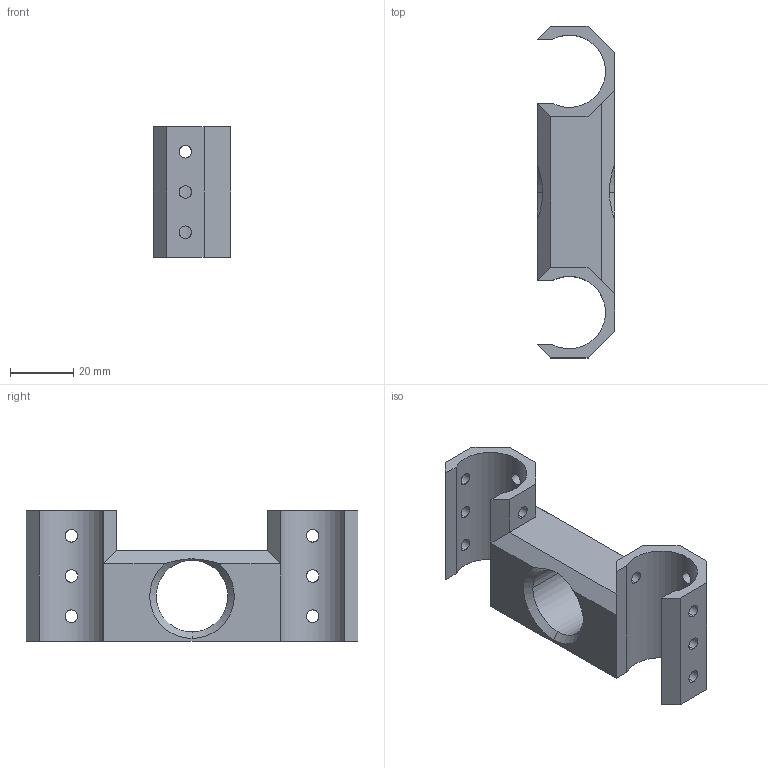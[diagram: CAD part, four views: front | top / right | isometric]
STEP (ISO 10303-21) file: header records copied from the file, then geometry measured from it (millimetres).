
FILE_DESCRIPTION (( 'STEP AP214' ), '1' );
FILE_NAME ('Pipe Bushing Dual Rail.STEP', '2021-04-13T21:32:20', ( '' ), ( '' ), 'SwSTEP 2.0', 'SolidWorks 2020', '' );
FILE_SCHEMA (( 'AUTOMOTIVE_DESIGN' ));
Length unit declared in the file: inch
Products named in the file (1): Pipe Bushing Dual Rail
Bounding box: 24.33 x 104.78 x 41.27 mm (x, y, z)
Volume: 39762.5 mm3; surface area: 16149.8 mm2
Topology: 1 solids, 1 shells, 60 faces, 176 edges, 116 vertices
Faces by surface type: cylinder 32, plane 24, cone 4
Entity records: 2844 total; most frequent: CARTESIAN_POINT 1169, ORIENTED_EDGE 352, DIRECTION 310, EDGE_CURVE 176, VERTEX_POINT 116, AXIS2_PLACEMENT_3D 105, VECTOR 100, LINE 100
